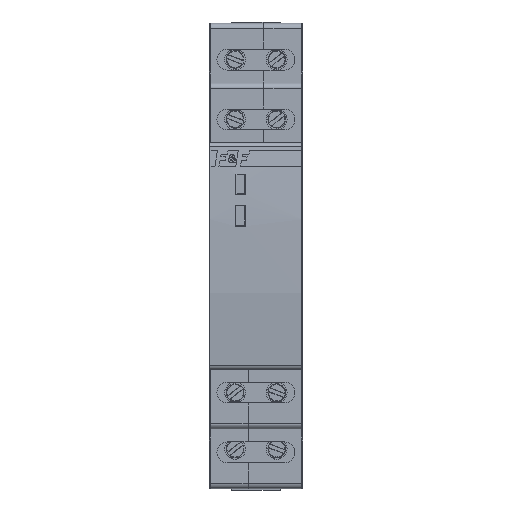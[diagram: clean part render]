
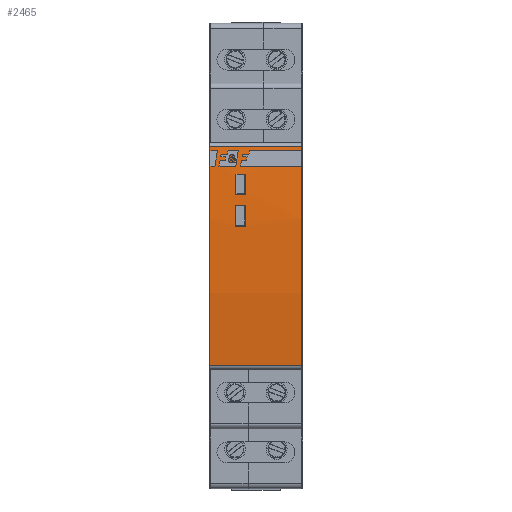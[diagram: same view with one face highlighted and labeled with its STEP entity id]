
A CAD part, front view. The second image highlights one B-rep face of the part: STEP entity #2465.
In plain terms, the highlighted cylindrical face has radius 180.874 mm (diameter 361.747 mm), a partial arc.
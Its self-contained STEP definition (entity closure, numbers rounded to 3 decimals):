
#2465=ADVANCED_FACE('',(#5700,#5702,#5704),#5706,.T.);
#5700=FACE_BOUND('',#5701,.T.);
#5701=EDGE_LOOP('',(#9392,#9393,#9394,#9395));
#5702=FACE_BOUND('',#5703,.T.);
#5703=EDGE_LOOP('',(#9396,#9397,#9398,#9399));
#5704=FACE_BOUND('',#5705,.T.);
#5705=EDGE_LOOP('',(#9400,#9401,#9402,#9403));
#5706=CYLINDRICAL_SURFACE('',#5707,180.874);
#5707=AXIS2_PLACEMENT_3D('',#5708,#5709,#5710);
#5708=CARTESIAN_POINT('',(0.,177.971,0.25));
#5709=DIRECTION('',(1.,0.,0.));
#5710=DIRECTION('',(0.,-0.993,0.12));
#9392=ORIENTED_EDGE('',*,*,#11534,.F.);
#9393=ORIENTED_EDGE('',*,*,#11535,.F.);
#9394=ORIENTED_EDGE('',*,*,#11536,.T.);
#9395=ORIENTED_EDGE('',*,*,#11537,.T.);
#9396=ORIENTED_EDGE('',*,*,#11538,.T.);
#9397=ORIENTED_EDGE('',*,*,#11539,.T.);
#9398=ORIENTED_EDGE('',*,*,#11540,.T.);
#9399=ORIENTED_EDGE('',*,*,#11541,.T.);
#9400=ORIENTED_EDGE('',*,*,#11542,.T.);
#9401=ORIENTED_EDGE('',*,*,#11543,.T.);
#9402=ORIENTED_EDGE('',*,*,#11544,.T.);
#9403=ORIENTED_EDGE('',*,*,#11545,.T.);
#11534=EDGE_CURVE('',#13770,#13771,#13772,.T.);
#11535=EDGE_CURVE('',#13773,#13770,#13774,.T.);
#11536=EDGE_CURVE('',#13773,#13775,#13776,.T.);
#11537=EDGE_CURVE('',#13775,#13771,#13777,.T.);
#11538=EDGE_CURVE('',#13778,#13779,#13780,.T.);
#11539=EDGE_CURVE('',#13779,#13781,#13782,.F.);
#11540=EDGE_CURVE('',#13781,#13783,#13784,.F.);
#11541=EDGE_CURVE('',#13783,#13778,#13785,.T.);
#11542=EDGE_CURVE('',#13786,#13787,#13788,.F.);
#11543=EDGE_CURVE('',#13787,#13789,#13790,.T.);
#11544=EDGE_CURVE('',#13789,#13791,#13792,.T.);
#11545=EDGE_CURVE('',#13791,#13786,#13793,.F.);
#13770=VERTEX_POINT('',#18515);
#13771=VERTEX_POINT('',#18516);
#13772=CIRCLE('',#18517,180.874);
#13773=VERTEX_POINT('',#18521);
#13774=LINE('',#18522,#18523);
#13775=VERTEX_POINT('',#18525);
#13776=CIRCLE('',#18526,180.874);
#13777=LINE('',#18530,#18531);
#13778=VERTEX_POINT('',#18533);
#13779=VERTEX_POINT('',#18534);
#13780=CIRCLE('',#18535,180.874);
#13781=VERTEX_POINT('',#18539);
#13782=LINE('',#18540,#18541);
#13783=VERTEX_POINT('',#18543);
#13784=CIRCLE('',#18544,180.874);
#13785=LINE('',#18548,#18549);
#13786=VERTEX_POINT('',#18551);
#13787=VERTEX_POINT('',#18552);
#13788=CIRCLE('',#18553,180.874);
#13789=VERTEX_POINT('',#18557);
#13790=LINE('',#18558,#18559);
#13791=VERTEX_POINT('',#18561);
#13792=CIRCLE('',#18562,180.874);
#13793=LINE('',#18566,#18567);
#18515=CARTESIAN_POINT('',(17.85,-1.664,21.382));
#18516=CARTESIAN_POINT('',(17.85,-1.664,-20.882));
#18517=AXIS2_PLACEMENT_3D('',#18518,#18519,#18520);
#18518=CARTESIAN_POINT('',(17.85,177.971,0.25));
#18519=DIRECTION('',(1.,0.,0.));
#18520=DIRECTION('',(0.,-0.993,0.117));
#18521=CARTESIAN_POINT('',(0.15,-1.664,21.382));
#18522=CARTESIAN_POINT('',(0.15,-1.664,21.382));
#18523=VECTOR('',#18524,1.);
#18524=DIRECTION('',(1.,0.,0.));
#18525=CARTESIAN_POINT('',(0.15,-1.664,-20.882));
#18526=AXIS2_PLACEMENT_3D('',#18527,#18528,#18529);
#18527=CARTESIAN_POINT('',(0.15,177.971,0.25));
#18528=DIRECTION('',(1.,0.,0.));
#18529=DIRECTION('',(0.,-0.993,0.117));
#18530=CARTESIAN_POINT('',(0.15,-1.664,-20.882));
#18531=VECTOR('',#18532,1.);
#18532=DIRECTION('',(1.,0.,0.));
#18533=CARTESIAN_POINT('',(7.,-2.216,16.));
#18534=CARTESIAN_POINT('',(7.,-2.521,12.));
#18535=AXIS2_PLACEMENT_3D('',#18536,#18537,#18538);
#18536=CARTESIAN_POINT('',(7.,177.971,0.25));
#18537=DIRECTION('',(1.,0.,0.));
#18538=DIRECTION('',(0.,-0.996,0.087));
#18539=CARTESIAN_POINT('',(5.,-2.521,12.));
#18540=CARTESIAN_POINT('',(5.,-2.521,12.));
#18541=VECTOR('',#18542,1.);
#18542=DIRECTION('',(1.,0.,0.));
#18543=CARTESIAN_POINT('',(5.,-2.216,16.));
#18544=AXIS2_PLACEMENT_3D('',#18545,#18546,#18547);
#18545=CARTESIAN_POINT('',(5.,177.971,0.25));
#18546=DIRECTION('',(1.,0.,0.));
#18547=DIRECTION('',(0.,-0.996,0.087));
#18548=CARTESIAN_POINT('',(5.,-2.216,16.));
#18549=VECTOR('',#18550,1.);
#18550=DIRECTION('',(1.,0.,0.));
#18551=CARTESIAN_POINT('',(5.,-2.812,6.));
#18552=CARTESIAN_POINT('',(5.,-2.64,10.));
#18553=AXIS2_PLACEMENT_3D('',#18554,#18555,#18556);
#18554=CARTESIAN_POINT('',(5.,177.971,0.25));
#18555=DIRECTION('',(1.,0.,0.));
#18556=DIRECTION('',(0.,-0.999,0.054));
#18557=CARTESIAN_POINT('',(7.,-2.64,10.));
#18558=CARTESIAN_POINT('',(5.,-2.64,10.));
#18559=VECTOR('',#18560,1.);
#18560=DIRECTION('',(1.,0.,0.));
#18561=CARTESIAN_POINT('',(7.,-2.812,6.));
#18562=AXIS2_PLACEMENT_3D('',#18563,#18564,#18565);
#18563=CARTESIAN_POINT('',(7.,177.971,0.25));
#18564=DIRECTION('',(1.,0.,0.));
#18565=DIRECTION('',(0.,-0.999,0.054));
#18566=CARTESIAN_POINT('',(5.,-2.812,6.));
#18567=VECTOR('',#18568,1.);
#18568=DIRECTION('',(1.,0.,0.));
